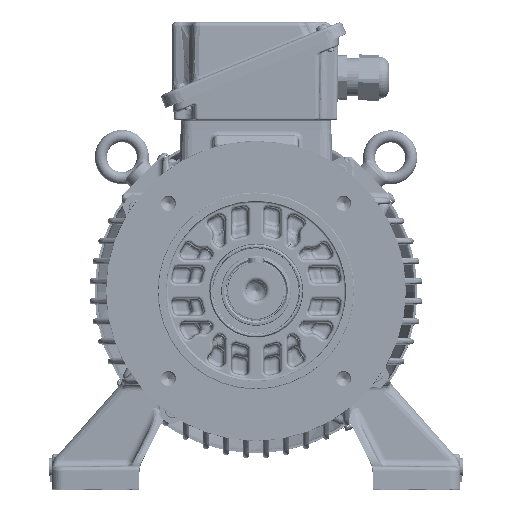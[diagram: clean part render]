
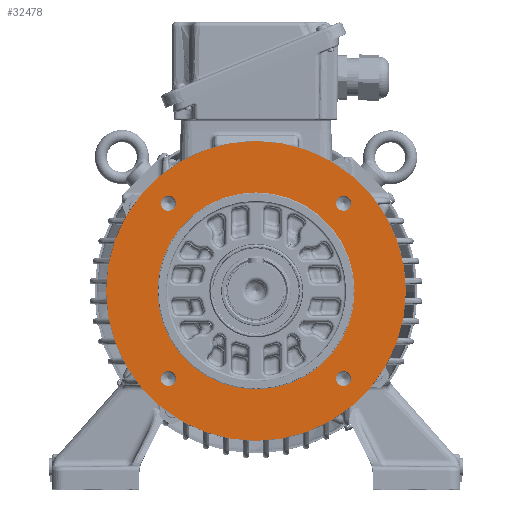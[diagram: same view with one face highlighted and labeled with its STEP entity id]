
A CAD part, top view. The second image highlights one B-rep face of the part: STEP entity #32478.
In plain terms, the highlighted planar face has unit normal (0, 0, 1).
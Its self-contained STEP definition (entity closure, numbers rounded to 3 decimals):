
#15418=PLANE('',#106966);
#32478=ADVANCED_FACE('',(#34170,#34171,#34172,#34173,#34174,#34175),#15418,
 .F.);
#34170=FACE_BOUND('',#38965,.T.);
#34171=FACE_BOUND('',#38966,.T.);
#34172=FACE_BOUND('',#38967,.T.);
#34173=FACE_BOUND('',#38968,.T.);
#34174=FACE_BOUND('',#38969,.T.);
#34175=FACE_BOUND('',#38970,.T.);
#38965=EDGE_LOOP('',(#61165));
#38966=EDGE_LOOP('',(#61166));
#38967=EDGE_LOOP('',(#61167));
#38968=EDGE_LOOP('',(#61168));
#38969=EDGE_LOOP('',(#61169));
#38970=EDGE_LOOP('',(#61170));
#61165=ORIENTED_EDGE('',*,*,#88201,.T.);
#61166=ORIENTED_EDGE('',*,*,#88334,.T.);
#61167=ORIENTED_EDGE('',*,*,#88331,.T.);
#61168=ORIENTED_EDGE('',*,*,#88328,.T.);
#61169=ORIENTED_EDGE('',*,*,#90046,.T.);
#61170=ORIENTED_EDGE('',*,*,#90048,.T.);
#73715=VERTEX_POINT('',#221258);
#73836=VERTEX_POINT('',#222506);
#73840=VERTEX_POINT('',#222516);
#73844=VERTEX_POINT('',#222526);
#74842=VERTEX_POINT('',#234844);
#74844=VERTEX_POINT('',#234850);
#88201=EDGE_CURVE('',#73715,#73715,#97206,.T.);
#88328=EDGE_CURVE('',#73836,#73836,#97257,.T.);
#88331=EDGE_CURVE('',#73840,#73840,#97260,.T.);
#88334=EDGE_CURVE('',#73844,#73844,#97263,.T.);
#90046=EDGE_CURVE('',#74842,#74842,#98014,.T.);
#90048=EDGE_CURVE('',#74844,#74844,#98016,.T.);
#97206=CIRCLE('',#105688,65.6);
#97257=CIRCLE('',#105765,5.);
#97260=CIRCLE('',#105771,5.);
#97263=CIRCLE('',#105777,5.);
#98014=CIRCLE('',#106961,5.);
#98016=CIRCLE('',#106965,99.75);
#105688=AXIS2_PLACEMENT_3D('',#221257,#124359,#124360);
#105765=AXIS2_PLACEMENT_3D('',#222505,#124531,#124532);
#105771=AXIS2_PLACEMENT_3D('',#222515,#124543,#124544);
#105777=AXIS2_PLACEMENT_3D('',#222525,#124555,#124556);
#106961=AXIS2_PLACEMENT_3D('',#234843,#127157,#127158);
#106965=AXIS2_PLACEMENT_3D('',#234849,#127165,#127166);
#106966=AXIS2_PLACEMENT_3D('',#234851,#127167,#127168);
#124359=DIRECTION('',(0.,0.,-1.));
#124360=DIRECTION('',(-1.,0.,0.));
#124531=DIRECTION('',(0.,0.,-1.));
#124532=DIRECTION('',(-1.,0.,0.));
#124543=DIRECTION('',(0.,0.,-1.));
#124544=DIRECTION('',(-1.,0.,0.));
#124555=DIRECTION('',(0.,0.,-1.));
#124556=DIRECTION('',(-1.,0.,0.));
#127157=DIRECTION('',(0.,0.,-1.));
#127158=DIRECTION('',(-1.,0.,0.));
#127165=DIRECTION('',(0.,0.,1.));
#127166=DIRECTION('',(1.,0.,0.));
#127167=DIRECTION('',(0.,0.,-1.));
#127168=DIRECTION('',(-1.,0.,0.));
#221257=CARTESIAN_POINT('',(0.,0.,0.));
#221258=CARTESIAN_POINT('',(-65.6,0.,0.));
#222505=CARTESIAN_POINT('',(-58.336,-58.336,0.));
#222506=CARTESIAN_POINT('',(-63.336,-58.336,0.));
#222515=CARTESIAN_POINT('',(-58.336,58.336,0.));
#222516=CARTESIAN_POINT('',(-63.336,58.336,0.));
#222525=CARTESIAN_POINT('',(58.336,58.336,0.));
#222526=CARTESIAN_POINT('',(53.336,58.336,0.));
#234843=CARTESIAN_POINT('',(58.336,-58.336,0.));
#234844=CARTESIAN_POINT('',(53.336,-58.336,0.));
#234849=CARTESIAN_POINT('',(0.,0.,0.));
#234850=CARTESIAN_POINT('',(99.75,0.,0.));
#234851=CARTESIAN_POINT('',(0.,65.,0.));
